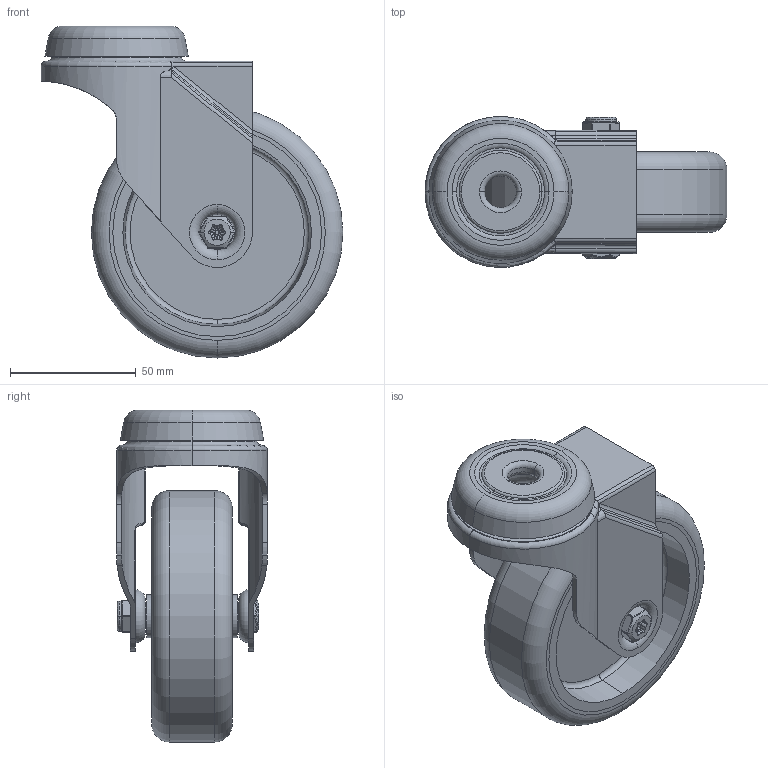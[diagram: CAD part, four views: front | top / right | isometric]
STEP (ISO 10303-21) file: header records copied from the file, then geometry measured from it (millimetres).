
FILE_DESCRIPTION(('STEP AP214'),'1');
FILE_NAME('BZM100GRBH12.STEP','2022-01-10T14:08:55',(' '),(' '),'Spatial InterOp 3D',' ',' ');
FILE_SCHEMA(('AUTOMOTIVE_DESIGN { 1 0 10303 214 1 1 1 1 }'));
Length unit declared in the file: metre
Products named in the file (15): BZM100ASBH12; ZINC PLATED PRESSED STEEL FORKS; ZINC PLATED PRESSED STEEL HEAD; BZM100GRBH12; BZM100WGR; THERMOPLASTIC RUBBER TYRE; POLYPROPYLENE RIM; NYLOC NUT; NUT; RUBBER; NYLOCM8Z; TUBEM10X37; TUBEM10X372; BOLTBZM8MM; ZINC PLATED AXLE BOLT
Assembly tree (14 placements, depth 4):
  BZM100GRBH12
    BZM100ASBH12
      ZINC PLATED PRESSED STEEL FORKS
      ZINC PLATED PRESSED STEEL HEAD
    BZM100WGR
      THERMOPLASTIC RUBBER TYRE
      POLYPROPYLENE RIM
    NYLOCM8Z
      NYLOC NUT
        NUT
        RUBBER
    TUBEM10X37
      TUBEM10X372
    BOLTBZM8MM
      ZINC PLATED AXLE BOLT
Bounding box: 120 x 60 x 132 mm (x, y, z)
Volume: 187020.1 mm3; surface area: 89984.1 mm2
Topology: 8 solids, 8 shells, 394 faces, 938 edges, 570 vertices
Faces by surface type: cylinder 176, torus 78, plane 66, sphere 32, bspline 26, cone 14, extrusion 2
Entity records: 20774 total; most frequent: CARTESIAN_POINT 11124, DIRECTION 2131, ORIENTED_EDGE 1860, EDGE_CURVE 930, AXIS2_PLACEMENT_3D 929, VERTEX_POINT 570, CIRCLE 518, EDGE_LOOP 430
